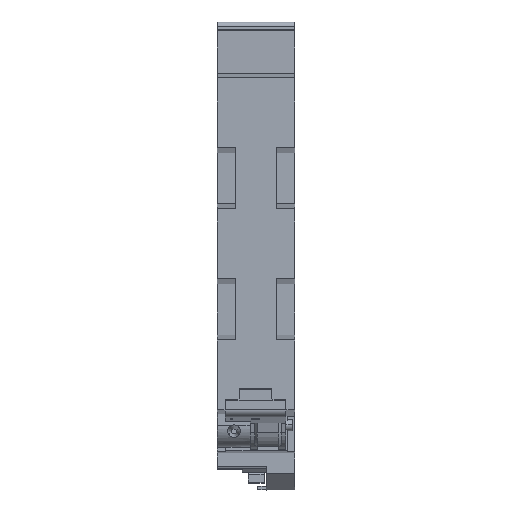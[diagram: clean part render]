
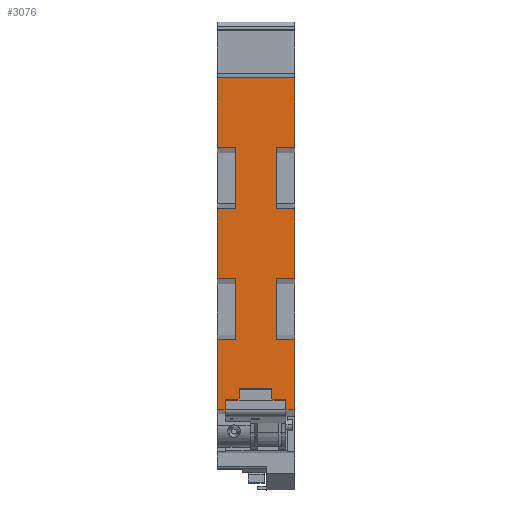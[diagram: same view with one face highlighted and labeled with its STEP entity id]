
A CAD part, top view. The second image highlights one B-rep face of the part: STEP entity #3076.
In plain terms, the highlighted planar face has unit normal (0, 0, 1).
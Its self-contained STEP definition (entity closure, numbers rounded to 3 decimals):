
#2941=AXIS2_PLACEMENT_3D('Plane Axis2P3D',#2938,#2939,#2940) ;
#1476=CARTESIAN_POINT('Vertex',(-17.5,52.5,71.)) ;
#1479=CARTESIAN_POINT('Line Origine',(-17.5,68.5,71.)) ;
#1483=CARTESIAN_POINT('Vertex',(-17.5,84.5,71.)) ;
#1859=CARTESIAN_POINT('Vertex',(-17.5,-67.5,71.)) ;
#1862=CARTESIAN_POINT('Line Origine',(-17.5,-51.5,71.)) ;
#1866=CARTESIAN_POINT('Vertex',(-17.5,-35.5,71.)) ;
#1887=CARTESIAN_POINT('Vertex',(-17.5,-7.5,71.)) ;
#1890=CARTESIAN_POINT('Line Origine',(-17.5,8.5,71.)) ;
#1894=CARTESIAN_POINT('Vertex',(-17.5,24.5,71.)) ;
#2128=CARTESIAN_POINT('Vertex',(18.,24.5,71.)) ;
#2131=CARTESIAN_POINT('Line Origine',(18.,8.5,71.)) ;
#2135=CARTESIAN_POINT('Vertex',(18.,-7.5,71.)) ;
#2156=CARTESIAN_POINT('Vertex',(18.,-35.5,71.)) ;
#2159=CARTESIAN_POINT('Line Origine',(18.,-51.5,71.)) ;
#2163=CARTESIAN_POINT('Vertex',(18.,-67.5,71.)) ;
#2553=CARTESIAN_POINT('Vertex',(18.,84.5,71.)) ;
#2556=CARTESIAN_POINT('Line Origine',(18.,68.5,71.)) ;
#2560=CARTESIAN_POINT('Vertex',(18.,52.5,71.)) ;
#2916=CARTESIAN_POINT('Vertex',(-9.25,52.5,71.)) ;
#2921=CARTESIAN_POINT('Line Origine',(-13.375,52.5,71.)) ;
#2938=CARTESIAN_POINT('Axis2P3D Location',(-17.5,84.5,71.)) ;
#2943=CARTESIAN_POINT('Line Origine',(-13.9,-65.94,71.)) ;
#2947=CARTESIAN_POINT('Vertex',(-13.9,-67.5,71.)) ;
#2949=CARTESIAN_POINT('Vertex',(-13.9,-64.381,71.)) ;
#2952=CARTESIAN_POINT('Line Origine',(0.,-64.381,71.)) ;
#2956=CARTESIAN_POINT('Vertex',(13.9,-64.381,71.)) ;
#2959=CARTESIAN_POINT('Line Origine',(13.9,-65.94,71.)) ;
#2963=CARTESIAN_POINT('Vertex',(13.9,-67.5,71.)) ;
#2966=CARTESIAN_POINT('Line Origine',(15.95,-67.5,71.)) ;
#2971=CARTESIAN_POINT('Line Origine',(13.875,-35.5,71.)) ;
#2975=CARTESIAN_POINT('Vertex',(9.75,-35.5,71.)) ;
#2978=CARTESIAN_POINT('Line Origine',(9.75,-21.5,71.)) ;
#2982=CARTESIAN_POINT('Vertex',(9.75,-7.5,71.)) ;
#2985=CARTESIAN_POINT('Line Origine',(13.875,-7.5,71.)) ;
#2990=CARTESIAN_POINT('Line Origine',(13.875,24.5,71.)) ;
#2994=CARTESIAN_POINT('Vertex',(9.75,24.5,71.)) ;
#2997=CARTESIAN_POINT('Line Origine',(9.75,38.5,71.)) ;
#3001=CARTESIAN_POINT('Vertex',(9.75,52.5,71.)) ;
#3004=CARTESIAN_POINT('Line Origine',(13.875,52.5,71.)) ;
#3009=CARTESIAN_POINT('Line Origine',(0.25,84.5,71.)) ;
#3014=CARTESIAN_POINT('Line Origine',(-9.25,38.5,71.)) ;
#3018=CARTESIAN_POINT('Vertex',(-9.25,24.5,71.)) ;
#3021=CARTESIAN_POINT('Line Origine',(-13.375,24.5,71.)) ;
#3026=CARTESIAN_POINT('Line Origine',(-13.375,-7.5,71.)) ;
#3030=CARTESIAN_POINT('Vertex',(-9.25,-7.5,71.)) ;
#3033=CARTESIAN_POINT('Line Origine',(-9.25,-21.5,71.)) ;
#3037=CARTESIAN_POINT('Vertex',(-9.25,-35.5,71.)) ;
#3040=CARTESIAN_POINT('Line Origine',(-13.375,-35.5,71.)) ;
#3045=CARTESIAN_POINT('Line Origine',(-15.7,-67.5,71.)) ;
#1480=DIRECTION('Vector Direction',(0.,-1.,0.)) ;
#1863=DIRECTION('Vector Direction',(0.,-1.,0.)) ;
#1891=DIRECTION('Vector Direction',(0.,-1.,0.)) ;
#2132=DIRECTION('Vector Direction',(0.,-1.,0.)) ;
#2160=DIRECTION('Vector Direction',(0.,-1.,0.)) ;
#2557=DIRECTION('Vector Direction',(0.,-1.,0.)) ;
#2922=DIRECTION('Vector Direction',(-1.,0.,0.)) ;
#2939=DIRECTION('Axis2P3D Direction',(0.,0.,-1.)) ;
#2940=DIRECTION('Axis2P3D XDirection',(0.,-1.,0.)) ;
#2944=DIRECTION('Vector Direction',(0.,1.,0.)) ;
#2953=DIRECTION('Vector Direction',(-1.,0.,0.)) ;
#2960=DIRECTION('Vector Direction',(0.,1.,0.)) ;
#2967=DIRECTION('Vector Direction',(-1.,0.,0.)) ;
#2972=DIRECTION('Vector Direction',(-1.,0.,0.)) ;
#2979=DIRECTION('Vector Direction',(0.,-1.,0.)) ;
#2986=DIRECTION('Vector Direction',(-1.,0.,0.)) ;
#2991=DIRECTION('Vector Direction',(-1.,0.,0.)) ;
#2998=DIRECTION('Vector Direction',(0.,1.,0.)) ;
#3005=DIRECTION('Vector Direction',(-1.,0.,0.)) ;
#3010=DIRECTION('Vector Direction',(-1.,0.,0.)) ;
#3015=DIRECTION('Vector Direction',(0.,1.,0.)) ;
#3022=DIRECTION('Vector Direction',(-1.,0.,0.)) ;
#3027=DIRECTION('Vector Direction',(-1.,0.,0.)) ;
#3034=DIRECTION('Vector Direction',(0.,-1.,0.)) ;
#3041=DIRECTION('Vector Direction',(-1.,0.,0.)) ;
#3046=DIRECTION('Vector Direction',(-1.,0.,0.)) ;
#1481=VECTOR('Line Direction',#1480,1.) ;
#1864=VECTOR('Line Direction',#1863,1.) ;
#1892=VECTOR('Line Direction',#1891,1.) ;
#2133=VECTOR('Line Direction',#2132,1.) ;
#2161=VECTOR('Line Direction',#2160,1.) ;
#2558=VECTOR('Line Direction',#2557,1.) ;
#2923=VECTOR('Line Direction',#2922,1.) ;
#2945=VECTOR('Line Direction',#2944,1.) ;
#2954=VECTOR('Line Direction',#2953,1.) ;
#2961=VECTOR('Line Direction',#2960,1.) ;
#2968=VECTOR('Line Direction',#2967,1.) ;
#2973=VECTOR('Line Direction',#2972,1.) ;
#2980=VECTOR('Line Direction',#2979,1.) ;
#2987=VECTOR('Line Direction',#2986,1.) ;
#2992=VECTOR('Line Direction',#2991,1.) ;
#2999=VECTOR('Line Direction',#2998,1.) ;
#3006=VECTOR('Line Direction',#3005,1.) ;
#3011=VECTOR('Line Direction',#3010,1.) ;
#3016=VECTOR('Line Direction',#3015,1.) ;
#3023=VECTOR('Line Direction',#3022,1.) ;
#3028=VECTOR('Line Direction',#3027,1.) ;
#3035=VECTOR('Line Direction',#3034,1.) ;
#3042=VECTOR('Line Direction',#3041,1.) ;
#3047=VECTOR('Line Direction',#3046,1.) ;
#3051=ORIENTED_EDGE('',*,*,#2951,.T.) ;
#3052=ORIENTED_EDGE('',*,*,#2958,.F.) ;
#3053=ORIENTED_EDGE('',*,*,#2965,.F.) ;
#3054=ORIENTED_EDGE('',*,*,#2970,.F.) ;
#3055=ORIENTED_EDGE('',*,*,#2165,.T.) ;
#3056=ORIENTED_EDGE('',*,*,#2977,.T.) ;
#3057=ORIENTED_EDGE('',*,*,#2984,.T.) ;
#3058=ORIENTED_EDGE('',*,*,#2989,.F.) ;
#3059=ORIENTED_EDGE('',*,*,#2137,.T.) ;
#3060=ORIENTED_EDGE('',*,*,#2996,.T.) ;
#3061=ORIENTED_EDGE('',*,*,#3003,.T.) ;
#3062=ORIENTED_EDGE('',*,*,#3008,.F.) ;
#3063=ORIENTED_EDGE('',*,*,#2562,.T.) ;
#3064=ORIENTED_EDGE('',*,*,#3013,.T.) ;
#3065=ORIENTED_EDGE('',*,*,#1485,.F.) ;
#3066=ORIENTED_EDGE('',*,*,#2925,.F.) ;
#3067=ORIENTED_EDGE('',*,*,#3020,.F.) ;
#3068=ORIENTED_EDGE('',*,*,#3025,.T.) ;
#3069=ORIENTED_EDGE('',*,*,#1896,.F.) ;
#3070=ORIENTED_EDGE('',*,*,#3032,.F.) ;
#3071=ORIENTED_EDGE('',*,*,#3039,.F.) ;
#3072=ORIENTED_EDGE('',*,*,#3044,.T.) ;
#3073=ORIENTED_EDGE('',*,*,#1868,.F.) ;
#3074=ORIENTED_EDGE('',*,*,#3049,.F.) ;
#3076=ADVANCED_FACE('Hauptkoerper nicht benutzen',(#3075),#2942,.F.) ;
#1485=EDGE_CURVE('',#1477,#1484,#1482,.F.) ;
#1868=EDGE_CURVE('',#1860,#1867,#1865,.F.) ;
#1896=EDGE_CURVE('',#1888,#1895,#1893,.F.) ;
#2137=EDGE_CURVE('',#2136,#2129,#2134,.F.) ;
#2165=EDGE_CURVE('',#2164,#2157,#2162,.F.) ;
#2562=EDGE_CURVE('',#2561,#2554,#2559,.F.) ;
#2925=EDGE_CURVE('',#2917,#1477,#2924,.T.) ;
#2951=EDGE_CURVE('',#2948,#2950,#2946,.T.) ;
#2958=EDGE_CURVE('',#2957,#2950,#2955,.T.) ;
#2965=EDGE_CURVE('',#2964,#2957,#2962,.T.) ;
#2970=EDGE_CURVE('',#2164,#2964,#2969,.T.) ;
#2977=EDGE_CURVE('',#2157,#2976,#2974,.T.) ;
#2984=EDGE_CURVE('',#2976,#2983,#2981,.F.) ;
#2989=EDGE_CURVE('',#2136,#2983,#2988,.T.) ;
#2996=EDGE_CURVE('',#2129,#2995,#2993,.T.) ;
#3003=EDGE_CURVE('',#2995,#3002,#3000,.T.) ;
#3008=EDGE_CURVE('',#2561,#3002,#3007,.T.) ;
#3013=EDGE_CURVE('',#2554,#1484,#3012,.T.) ;
#3020=EDGE_CURVE('',#3019,#2917,#3017,.T.) ;
#3025=EDGE_CURVE('',#3019,#1895,#3024,.T.) ;
#3032=EDGE_CURVE('',#3031,#1888,#3029,.T.) ;
#3039=EDGE_CURVE('',#3038,#3031,#3036,.F.) ;
#3044=EDGE_CURVE('',#3038,#1867,#3043,.T.) ;
#3049=EDGE_CURVE('',#2948,#1860,#3048,.T.) ;
#3050=EDGE_LOOP('',(#3051,#3052,#3053,#3054,#3055,#3056,#3057,#3058,#3059,#3060,#3061,#3062,#3063,#3064,#3065,#3066,#3067,#3068,#3069,#3070,#3071,#3072,#3073,#3074)) ;
#3075=FACE_OUTER_BOUND('',#3050,.T.) ;
#1482=LINE('Line',#1479,#1481) ;
#1865=LINE('Line',#1862,#1864) ;
#1893=LINE('Line',#1890,#1892) ;
#2134=LINE('Line',#2131,#2133) ;
#2162=LINE('Line',#2159,#2161) ;
#2559=LINE('Line',#2556,#2558) ;
#2924=LINE('Line',#2921,#2923) ;
#2946=LINE('Line',#2943,#2945) ;
#2955=LINE('Line',#2952,#2954) ;
#2962=LINE('Line',#2959,#2961) ;
#2969=LINE('Line',#2966,#2968) ;
#2974=LINE('Line',#2971,#2973) ;
#2981=LINE('Line',#2978,#2980) ;
#2988=LINE('Line',#2985,#2987) ;
#2993=LINE('Line',#2990,#2992) ;
#3000=LINE('Line',#2997,#2999) ;
#3007=LINE('Line',#3004,#3006) ;
#3012=LINE('Line',#3009,#3011) ;
#3017=LINE('Line',#3014,#3016) ;
#3024=LINE('Line',#3021,#3023) ;
#3029=LINE('Line',#3026,#3028) ;
#3036=LINE('Line',#3033,#3035) ;
#3043=LINE('Line',#3040,#3042) ;
#3048=LINE('Line',#3045,#3047) ;
#2942=PLANE('Plane',#2941) ;
#1477=VERTEX_POINT('',#1476) ;
#1484=VERTEX_POINT('',#1483) ;
#1860=VERTEX_POINT('',#1859) ;
#1867=VERTEX_POINT('',#1866) ;
#1888=VERTEX_POINT('',#1887) ;
#1895=VERTEX_POINT('',#1894) ;
#2129=VERTEX_POINT('',#2128) ;
#2136=VERTEX_POINT('',#2135) ;
#2157=VERTEX_POINT('',#2156) ;
#2164=VERTEX_POINT('',#2163) ;
#2554=VERTEX_POINT('',#2553) ;
#2561=VERTEX_POINT('',#2560) ;
#2917=VERTEX_POINT('',#2916) ;
#2948=VERTEX_POINT('',#2947) ;
#2950=VERTEX_POINT('',#2949) ;
#2957=VERTEX_POINT('',#2956) ;
#2964=VERTEX_POINT('',#2963) ;
#2976=VERTEX_POINT('',#2975) ;
#2983=VERTEX_POINT('',#2982) ;
#2995=VERTEX_POINT('',#2994) ;
#3002=VERTEX_POINT('',#3001) ;
#3019=VERTEX_POINT('',#3018) ;
#3031=VERTEX_POINT('',#3030) ;
#3038=VERTEX_POINT('',#3037) ;
